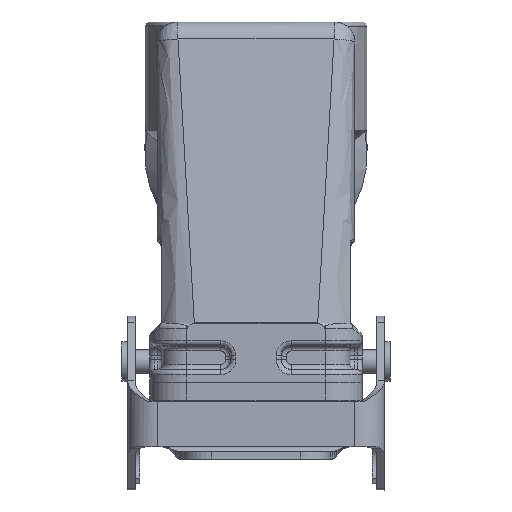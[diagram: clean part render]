
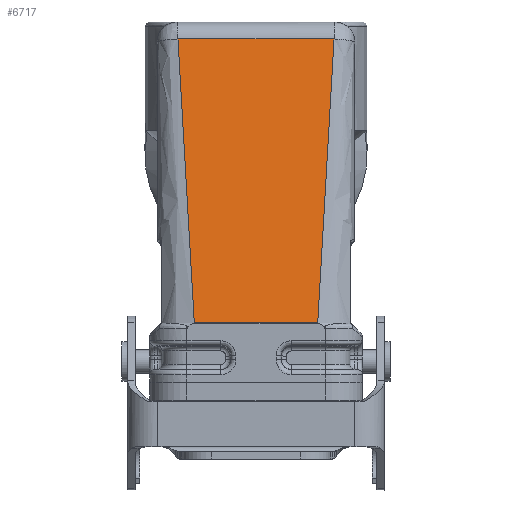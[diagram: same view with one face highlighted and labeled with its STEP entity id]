
A CAD part, left-side view. The second image highlights one B-rep face of the part: STEP entity #6717.
In plain terms, the highlighted planar face has unit normal (-0.99, 0, 0.139).
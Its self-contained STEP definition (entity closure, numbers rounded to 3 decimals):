
#5876=FACE_OUTER_BOUND('',#8050,.T.);
#6717=ADVANCED_FACE('',(#5876),#7471,.T.);
#7471=PLANE('',#19971);
#8050=EDGE_LOOP('',(#12622,#12623,#12624,#12625));
#8993=LINE('',#24847,#9942);
#9335=LINE('',#27212,#10350);
#9336=LINE('',#27214,#10351);
#9337=LINE('',#27216,#10352);
#9942=VECTOR('',#21013,1.);
#10350=VECTOR('',#22045,1.);
#10351=VECTOR('',#22046,1.);
#10352=VECTOR('',#22047,1.);
#12622=ORIENTED_EDGE('',*,*,#17157,.T.);
#12623=ORIENTED_EDGE('',*,*,#17736,.T.);
#12624=ORIENTED_EDGE('',*,*,#17737,.T.);
#12625=ORIENTED_EDGE('',*,*,#17738,.T.);
#15803=VERTEX_POINT('',#24832);
#15806=VERTEX_POINT('',#24846);
#16197=VERTEX_POINT('',#27213);
#16198=VERTEX_POINT('',#27215);
#17157=EDGE_CURVE('',#15803,#15806,#8993,.T.);
#17736=EDGE_CURVE('',#15806,#16197,#9335,.T.);
#17737=EDGE_CURVE('',#16197,#16198,#9336,.T.);
#17738=EDGE_CURVE('',#16198,#15803,#9337,.T.);
#19971=AXIS2_PLACEMENT_3D('',#27217,#22048,#22049);
#21013=DIRECTION('',(0.,1.,0.));
#22045=DIRECTION('',(-0.139,-0.057,-0.989));
#22046=DIRECTION('',(0.,-1.,0.));
#22047=DIRECTION('',(0.139,-0.057,0.989));
#22048=DIRECTION('',(-0.99,0.,0.139));
#22049=DIRECTION('',(-0.139,0.,-0.99));
#24832=CARTESIAN_POINT('',(-38.661,-15.802,71.557));
#24846=CARTESIAN_POINT('',(-38.661,15.802,71.557));
#24847=CARTESIAN_POINT('',(-38.661,-15.802,71.557));
#27212=CARTESIAN_POINT('',(-38.661,15.802,71.557));
#27213=CARTESIAN_POINT('',(-46.74,12.504,14.069));
#27214=CARTESIAN_POINT('',(-46.74,12.504,14.069));
#27215=CARTESIAN_POINT('',(-46.74,-12.504,14.069));
#27216=CARTESIAN_POINT('',(-46.74,-12.504,14.069));
#27217=CARTESIAN_POINT('',(-37.734,16.802,78.149));
